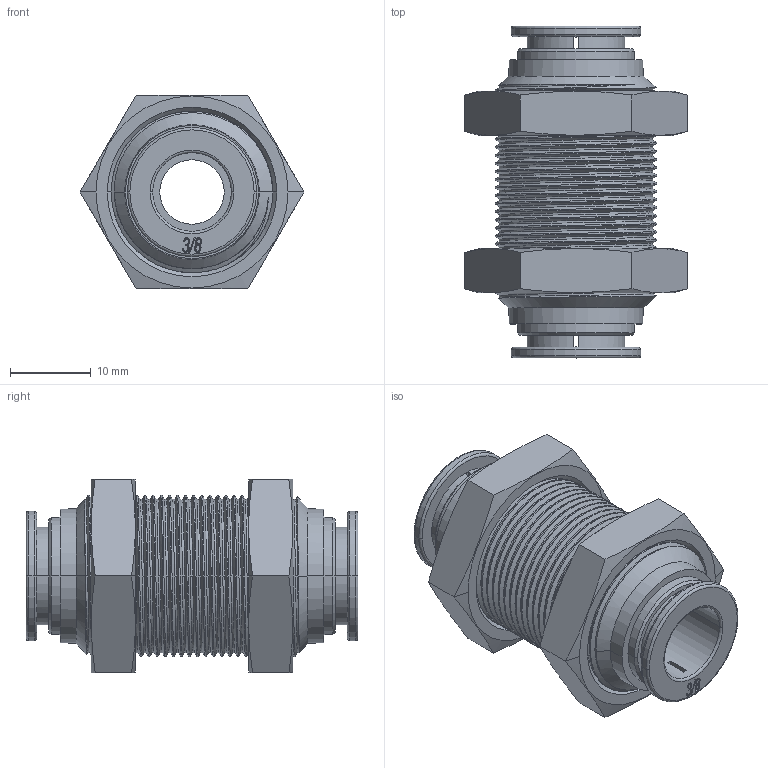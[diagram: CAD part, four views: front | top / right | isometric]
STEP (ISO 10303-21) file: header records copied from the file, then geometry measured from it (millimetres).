
FILE_DESCRIPTION (( 'STEP AP214' ), '1' );
FILE_NAME ('UB38-SS.STEP', '2018-03-13T19:39:49', ( '' ), ( '' ), 'SwSTEP 2.0', 'SolidWorks 2017', '' );
FILE_SCHEMA (( 'AUTOMOTIVE_DESIGN' ));
Length unit declared in the file: inch
Products named in the file (1): UB38-SS
Bounding box: 27.71 x 41.1 x 24 mm (x, y, z)
Volume: 9648 mm3; surface area: 6396.5 mm2
Topology: 1 solids, 1 shells, 285 faces, 754 edges, 491 vertices
Faces by surface type: cylinder 99, bspline 74, plane 64, cone 36, torus 12
Entity records: 19013 total; most frequent: CARTESIAN_POINT 12667, ORIENTED_EDGE 1508, DIRECTION 973, EDGE_CURVE 754, VERTEX_POINT 491, AXIS2_PLACEMENT_3D 351, B_SPLINE_CURVE_WITH_KNOTS 344, EDGE_LOOP 315
